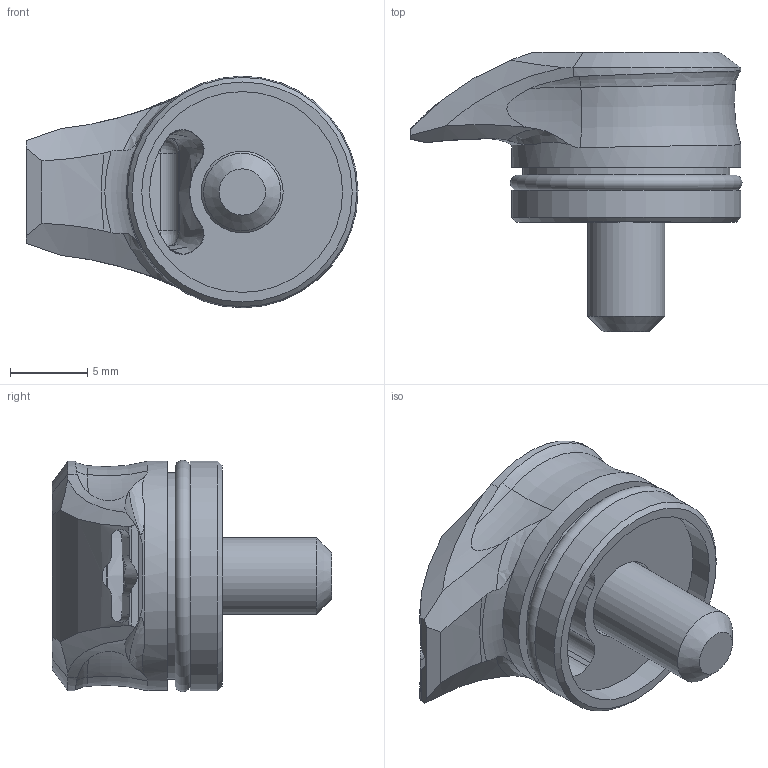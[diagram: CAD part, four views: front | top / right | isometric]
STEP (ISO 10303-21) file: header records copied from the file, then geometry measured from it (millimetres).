
FILE_DESCRIPTION (( 'STEP AP214' ), '1' );
FILE_NAME ('CHP.PCX.000.022.STEP', '2021-12-03T10:29:24', ( '' ), ( '' ), 'SwSTEP 2.0', 'SolidWorks 2017', '' );
FILE_SCHEMA (( 'AUTOMOTIVE_DESIGN' ));
Length unit declared in the file: millimetre
Products named in the file (5): DIN 3771 - 6.5x1.5; CHP-PCX.000.022_B; DIN 3771 - 13x1; DIN 7991 - M5x18; CHP.PCX.000.022
Assembly tree (4 placements, depth 2):
  CHP.PCX.000.022
    DIN 3771 - 13x1
    DIN 3771 - 6.5x1.5
    CHP-PCX.000.022_B
    DIN 7991 - M5x18
Bounding box: 21.5 x 18.1 x 15 mm (x, y, z)
Volume: 1762.3 mm3; surface area: 2105.7 mm2
Topology: 4 solids, 4 shells, 138 faces, 350 edges, 216 vertices
Faces by surface type: cylinder 38, bspline 37, plane 30, torus 18, cone 15
Full cylindrical faces by diameter (mm): 5 x1, 5.3 x1, 10 x1, 13 x1, 13.4 x1, 14.85 x2
Entity records: 6600 total; most frequent: CARTESIAN_POINT 3604, ORIENTED_EDGE 634, DIRECTION 482, EDGE_CURVE 317, VERTEX_POINT 207, AXIS2_PLACEMENT_3D 204, EDGE_LOOP 162, FACE_OUTER_BOUND 146
